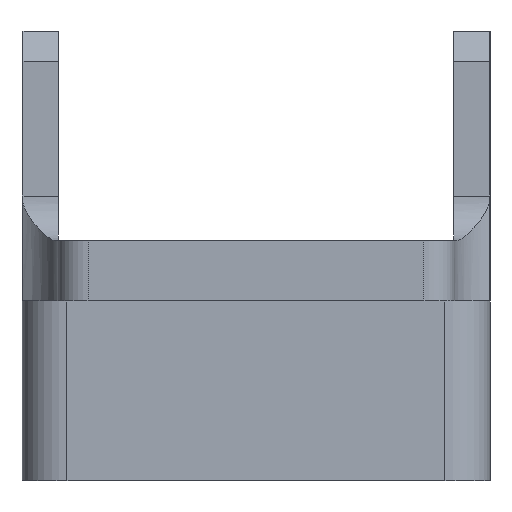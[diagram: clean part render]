
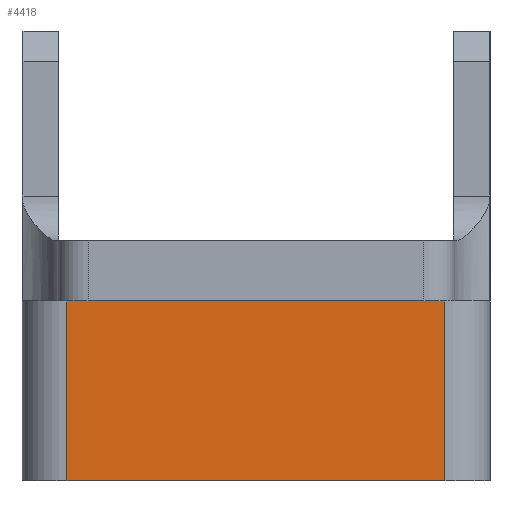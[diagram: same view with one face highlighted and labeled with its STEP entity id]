
A CAD part, left-side view. The second image highlights one B-rep face of the part: STEP entity #4418.
In plain terms, the highlighted planar face has unit normal (-1, 0, 0).
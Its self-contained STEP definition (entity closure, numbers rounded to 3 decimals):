
#308=PLANE('',#4781);
#434=FACE_OUTER_BOUND('',#704,.T.);
#704=EDGE_LOOP('',(#3532,#3533,#3534,#3535));
#1133=LINE('',#7031,#1544);
#1136=LINE('',#7042,#1547);
#1137=LINE('',#7045,#1548);
#1138=LINE('',#7046,#1549);
#1544=VECTOR('',#5605,10.);
#1547=VECTOR('',#5616,10.);
#1548=VECTOR('',#5619,10.);
#1549=VECTOR('',#5620,10.);
#2178=VERTEX_POINT('',#7028);
#2179=VERTEX_POINT('',#7030);
#2183=VERTEX_POINT('',#7040);
#2184=VERTEX_POINT('',#7044);
#2675=EDGE_CURVE('',#2178,#2179,#1133,.T.);
#2681=EDGE_CURVE('',#2183,#2178,#1136,.T.);
#2682=EDGE_CURVE('',#2184,#2183,#1137,.T.);
#2683=EDGE_CURVE('',#2179,#2184,#1138,.T.);
#3532=ORIENTED_EDGE('',*,*,#2681,.F.);
#3533=ORIENTED_EDGE('',*,*,#2682,.F.);
#3534=ORIENTED_EDGE('',*,*,#2683,.F.);
#3535=ORIENTED_EDGE('',*,*,#2675,.F.);
#4418=ADVANCED_FACE('',(#434),#308,.T.);
#4781=AXIS2_PLACEMENT_3D('',#7043,#5617,#5618);
#5605=DIRECTION('',(0.,1.,0.));
#5616=DIRECTION('',(0.,0.,-1.));
#5617=DIRECTION('center_axis',(-1.,0.,0.));
#5618=DIRECTION('ref_axis',(0.,-1.,0.));
#5619=DIRECTION('',(0.,-1.,0.));
#5620=DIRECTION('',(0.,0.,1.));
#7028=CARTESIAN_POINT('',(-5.45,-3.15,-1.));
#7030=CARTESIAN_POINT('',(-5.45,3.15,-1.));
#7031=CARTESIAN_POINT('',(-5.45,-3.9,-1.));
#7040=CARTESIAN_POINT('',(-5.45,-3.15,2.));
#7042=CARTESIAN_POINT('',(-5.45,-3.15,1.625));
#7043=CARTESIAN_POINT('Origin',(-5.45,3.9,-1.));
#7044=CARTESIAN_POINT('',(-5.45,3.15,2.));
#7045=CARTESIAN_POINT('',(-5.45,1.95,2.));
#7046=CARTESIAN_POINT('',(-5.45,3.15,1.625));
